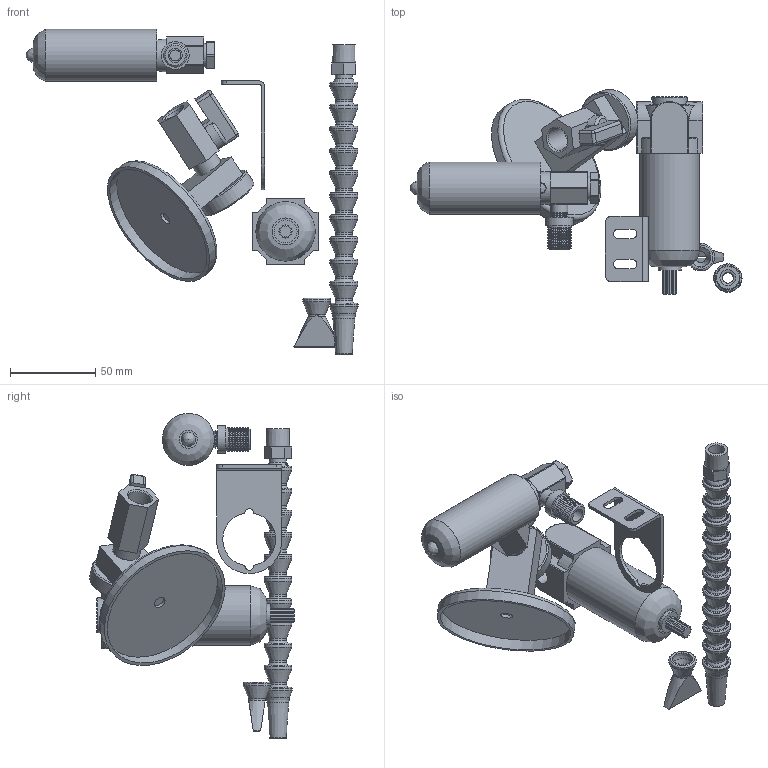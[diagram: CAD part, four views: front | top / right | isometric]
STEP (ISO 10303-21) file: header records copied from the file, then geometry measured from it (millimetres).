
FILE_DESCRIPTION((''),'2;1');
FILE_NAME('3808.stp','2008-11-20T09:08:02',('andrew steele'),(''),'Autodesk Inventor 2009','Autodesk Inventor 2009','');
FILE_SCHEMA(('AUTOMOTIVE_DESIGN { 1 0 10303 214 1 1 1 1 }'));
Length unit declared in the file: inch
Products named in the file (10): 3808; 900395; 9029; 5904; 5902-2; 5902-1; 5902-3; 5904-1; 3708; 9003
Assembly tree (18 placements, depth 3):
  3808
    900395
    9029
    5904
      5902-2
      5902-1
      5902-3  x10
      5904-1
    3708
    9003
Bounding box: 194.51 x 120.05 x 190.54 mm (x, y, z)
Volume: 229430.9 mm3; surface area: 81213.6 mm2
Topology: 17 solids, 17 shells, 515 faces, 1219 edges, 759 vertices
Faces by surface type: plane 181, cone 121, cylinder 119, bspline 50, torus 29, sphere 15
Full cylindrical faces by diameter (mm): 5.08 x1, 5.71 x1, 6.35 x2, 6.401 x1, 6.427 x1, 6.713 x10, 7.144 x1, 8.255 x1, 8.718 x1, 9.233 x1, 9.652 x1, 9.804 x10, 9.906 x1, 10.16 x1, 11.43 x1, 13.462 x1, 13.716 x1, 13.97 x1, 15.875 x1, 16.256 x2, 16.307 x10, 16.548 x1, 19.05 x1, 20.574 x1, 30.48 x1, 34.798 x1, 34.925 x1, 77.168 x1, 80.963 x1
Entity records: 13733 total; most frequent: CARTESIAN_POINT 4673, DIRECTION 1831, ORIENTED_EDGE 1584, EDGE_CURVE 792, AXIS2_PLACEMENT_3D 704, VERTEX_POINT 550, EDGE_LOOP 534, VECTOR 423
